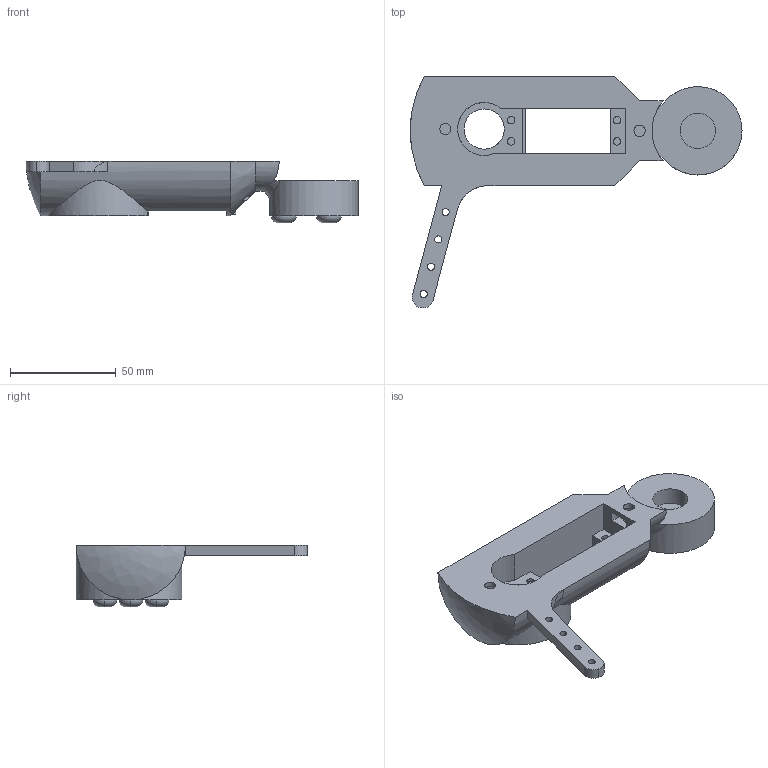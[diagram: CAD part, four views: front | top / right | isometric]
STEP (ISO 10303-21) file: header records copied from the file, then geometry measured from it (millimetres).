
FILE_DESCRIPTION (( 'STEP AP214' ), '1' );
FILE_NAME ('neck-bottom-left.STEP', '2024-05-05T18:45:14', ( '' ), ( '' ), 'SwSTEP 2.0', 'SolidWorks 2023', '' );
FILE_SCHEMA (( 'AUTOMOTIVE_DESIGN' ));
Length unit declared in the file: millimetre
Products named in the file (1): neck-bottom-left
Bounding box: 156.67 x 109.46 x 29.17 mm (x, y, z)
Volume: 100396.4 mm3; surface area: 27658.5 mm2
Topology: 1 solids, 1 shells, 120 faces, 320 edges, 211 vertices
Faces by surface type: plane 58, cylinder 51, torus 6, bspline 4, cone 1
Entity records: 4842 total; most frequent: CARTESIAN_POINT 1727, DIRECTION 640, ORIENTED_EDGE 636, EDGE_CURVE 318, AXIS2_PLACEMENT_3D 239, VERTEX_POINT 211, EDGE_LOOP 163, VECTOR 162
